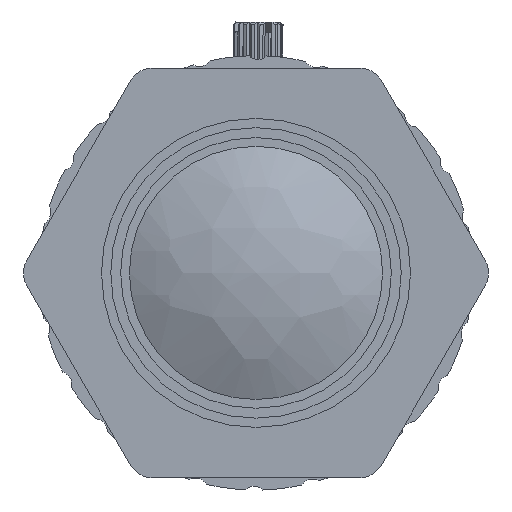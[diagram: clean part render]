
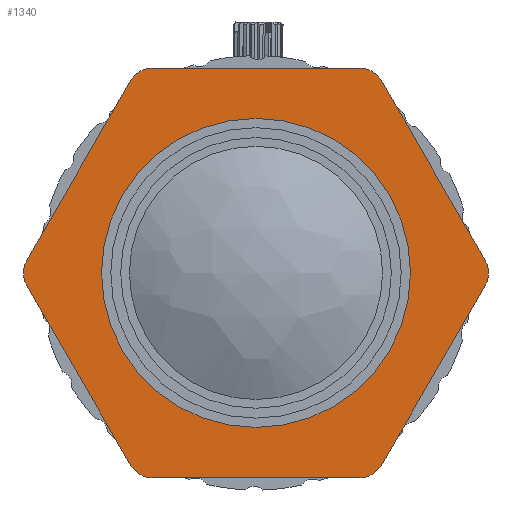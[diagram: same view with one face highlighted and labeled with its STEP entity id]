
A CAD part, left-side view. The second image highlights one B-rep face of the part: STEP entity #1340.
In plain terms, the highlighted planar face has unit normal (-1, 0, 0).
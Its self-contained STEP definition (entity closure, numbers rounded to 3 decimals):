
#17 = CARTESIAN_POINT ( 'NONE',  ( -50.825, 8.8, -16.5 ) ) ;
#105 = ORIENTED_EDGE ( 'NONE', *, *, #8332, .T. ) ;
#182 = CIRCLE ( 'NONE', #2001, 2. ) ;
#226 = ORIENTED_EDGE ( 'NONE', *, *, #12589, .T. ) ;
#379 = EDGE_CURVE ( 'NONE', #9861, #394, #10643, .T. ) ;
#394 = VERTEX_POINT ( 'NONE', #716 ) ;
#457 = DIRECTION ( 'NONE',  ( -1., 0., 0. ) ) ;
#458 = PLANE ( 'NONE',  #9547 ) ;
#543 = CARTESIAN_POINT ( 'NONE',  ( -50.825, -18.047, 1. ) ) ;
#685 = DIRECTION ( 'NONE',  ( 0., -0.5, 0.866 ) ) ;
#716 = CARTESIAN_POINT ( 'NONE',  ( -50.825, -7.944, -16.5 ) ) ;
#800 = VERTEX_POINT ( 'NONE', #6749 ) ;
#822 = CARTESIAN_POINT ( 'NONE',  ( -50.825, -16.315, 0. ) ) ;
#979 = VERTEX_POINT ( 'NONE', #543 ) ;
#1027 = EDGE_LOOP ( 'NONE', ( #10141 ) ) ;
#1105 = VECTOR ( 'NONE', #5267, 1000. ) ;
#1340 = ADVANCED_FACE ( 'NONE', ( #7005, #1591 ), #458, .T. ) ;
#1381 = LINE ( 'NONE', #10296, #8854 ) ;
#1494 = ORIENTED_EDGE ( 'NONE', *, *, #13942, .T. ) ;
#1591 = FACE_OUTER_BOUND ( 'NONE', #12819, .T. ) ;
#1747 = CARTESIAN_POINT ( 'NONE',  ( -50.825, -9.676, -15.5 ) ) ;
#1882 = ORIENTED_EDGE ( 'NONE', *, *, #9912, .T. ) ;
#1992 = EDGE_CURVE ( 'NONE', #394, #5849, #9410, .T. ) ;
#2001 = AXIS2_PLACEMENT_3D ( 'NONE', #822, #5162, #8584 ) ;
#2058 = CARTESIAN_POINT ( 'NONE',  ( -50.825, 10.532, 15.5 ) ) ;
#2618 = AXIS2_PLACEMENT_3D ( 'NONE', #8213, #457, #2869 ) ;
#2858 = CIRCLE ( 'NONE', #2618, 2. ) ;
#2869 = DIRECTION ( 'NONE',  ( 0., 0., 1. ) ) ;
#2919 = CIRCLE ( 'NONE', #10215, 2. ) ;
#2931 = DIRECTION ( 'NONE',  ( 0., 1., 0. ) ) ;
#3030 = EDGE_CURVE ( 'NONE', #979, #12584, #6396, .T. ) ;
#3067 = CARTESIAN_POINT ( 'NONE',  ( -50.825, 0.428, -16.5 ) ) ;
#3114 = CARTESIAN_POINT ( 'NONE',  ( -50.825, -7.944, -14.5 ) ) ;
#3173 = CARTESIAN_POINT ( 'NONE',  ( -50.825, 18.903, -1. ) ) ;
#3782 = DIRECTION ( 'NONE',  ( 0., -0.5, -0.866 ) ) ;
#3833 = CARTESIAN_POINT ( 'NONE',  ( -50.825, 8.8, 16.5 ) ) ;
#3841 = AXIS2_PLACEMENT_3D ( 'NONE', #7389, #4320, #10614 ) ;
#4036 = CARTESIAN_POINT ( 'NONE',  ( -50.825, -7.944, 16.5 ) ) ;
#4058 = AXIS2_PLACEMENT_3D ( 'NONE', #12914, #10836, #8678 ) ;
#4320 = DIRECTION ( 'NONE',  ( 1., 0., 0. ) ) ;
#4357 = VERTEX_POINT ( 'NONE', #3833 ) ;
#4514 = ORIENTED_EDGE ( 'NONE', *, *, #1992, .T. ) ;
#4595 = DIRECTION ( 'NONE',  ( -1., 0., 0. ) ) ;
#4630 = CARTESIAN_POINT ( 'NONE',  ( -50.825, 18.903, 1. ) ) ;
#4703 = CARTESIAN_POINT ( 'NONE',  ( -50.825, -9.676, -15.5 ) ) ;
#4711 = EDGE_CURVE ( 'NONE', #800, #11819, #12992, .T. ) ;
#4801 = DIRECTION ( 'NONE',  ( 0., 0., 1. ) ) ;
#4908 = EDGE_CURVE ( 'NONE', #7728, #9861, #2919, .T. ) ;
#4938 = ORIENTED_EDGE ( 'NONE', *, *, #3030, .T. ) ;
#4962 = VERTEX_POINT ( 'NONE', #11621 ) ;
#5162 = DIRECTION ( 'NONE',  ( -1., 0., 0. ) ) ;
#5224 = ORIENTED_EDGE ( 'NONE', *, *, #379, .T. ) ;
#5267 = DIRECTION ( 'NONE',  ( 0., 0.5, -0.866 ) ) ;
#5431 = CIRCLE ( 'NONE', #4058, 2. ) ;
#5553 = EDGE_CURVE ( 'NONE', #12429, #7728, #1381, .T. ) ;
#5849 = VERTEX_POINT ( 'NONE', #4703 ) ;
#6033 = DIRECTION ( 'NONE',  ( -1., 0., 0. ) ) ;
#6068 = LINE ( 'NONE', #12506, #9283 ) ;
#6151 = CARTESIAN_POINT ( 'NONE',  ( -50.825, -9.676, 15.5 ) ) ;
#6293 = EDGE_CURVE ( 'NONE', #11522, #979, #182, .T. ) ;
#6396 = LINE ( 'NONE', #7461, #14067 ) ;
#6749 = CARTESIAN_POINT ( 'NONE',  ( -50.825, 10.532, 15.5 ) ) ;
#6924 = DIRECTION ( 'NONE',  ( -1., 0., 0. ) ) ;
#6979 = ORIENTED_EDGE ( 'NONE', *, *, #4908, .T. ) ;
#7005 = FACE_BOUND ( 'NONE', #1027, .T. ) ;
#7389 = CARTESIAN_POINT ( 'NONE',  ( -50.825, 0.428, 0. ) ) ;
#7461 = CARTESIAN_POINT ( 'NONE',  ( -50.825, -18.047, 1. ) ) ;
#7728 = VERTEX_POINT ( 'NONE', #11004 ) ;
#8213 = CARTESIAN_POINT ( 'NONE',  ( -50.825, 8.8, 14.5 ) ) ;
#8235 = DIRECTION ( 'NONE',  ( 0., 0., 1. ) ) ;
#8332 = EDGE_CURVE ( 'NONE', #5849, #11522, #13684, .T. ) ;
#8584 = DIRECTION ( 'NONE',  ( 0., 0., 1. ) ) ;
#8678 = DIRECTION ( 'NONE',  ( 0., 0., 1. ) ) ;
#8854 = VECTOR ( 'NONE', #3782, 1000. ) ;
#8946 = CARTESIAN_POINT ( 'NONE',  ( -50.825, 0.428, -1675.285 ) ) ;
#9141 = DIRECTION ( 'NONE',  ( 0., 0., 1. ) ) ;
#9172 = AXIS2_PLACEMENT_3D ( 'NONE', #3114, #11902, #13905 ) ;
#9283 = VECTOR ( 'NONE', #2931, 1000. ) ;
#9393 = CIRCLE ( 'NONE', #10094, 2. ) ;
#9410 = CIRCLE ( 'NONE', #9172, 2. ) ;
#9433 = ORIENTED_EDGE ( 'NONE', *, *, #5553, .T. ) ;
#9547 = AXIS2_PLACEMENT_3D ( 'NONE', #8946, #4595, #4801 ) ;
#9861 = VERTEX_POINT ( 'NONE', #17 ) ;
#9867 = CARTESIAN_POINT ( 'NONE',  ( -50.825, -18.047, -1. ) ) ;
#9912 = EDGE_CURVE ( 'NONE', #12584, #11015, #9393, .T. ) ;
#10094 = AXIS2_PLACEMENT_3D ( 'NONE', #13772, #6924, #9141 ) ;
#10141 = ORIENTED_EDGE ( 'NONE', *, *, #10414, .T. ) ;
#10215 = AXIS2_PLACEMENT_3D ( 'NONE', #10262, #6033, #8235 ) ;
#10262 = CARTESIAN_POINT ( 'NONE',  ( -50.825, 8.8, -14.5 ) ) ;
#10296 = CARTESIAN_POINT ( 'NONE',  ( -50.825, 18.903, -1. ) ) ;
#10414 = EDGE_CURVE ( 'NONE', #4962, #4962, #13889, .T. ) ;
#10494 = DIRECTION ( 'NONE',  ( 0., -1., 0. ) ) ;
#10614 = DIRECTION ( 'NONE',  ( 0., 0., 1. ) ) ;
#10643 = LINE ( 'NONE', #3067, #10750 ) ;
#10750 = VECTOR ( 'NONE', #10494, 1000. ) ;
#10836 = DIRECTION ( 'NONE',  ( -1., 0., 0. ) ) ;
#11004 = CARTESIAN_POINT ( 'NONE',  ( -50.825, 10.532, -15.5 ) ) ;
#11015 = VERTEX_POINT ( 'NONE', #4036 ) ;
#11522 = VERTEX_POINT ( 'NONE', #9867 ) ;
#11621 = CARTESIAN_POINT ( 'NONE',  ( -50.825, 0.428, 12.45 ) ) ;
#11819 = VERTEX_POINT ( 'NONE', #4630 ) ;
#11902 = DIRECTION ( 'NONE',  ( -1., 0., 0. ) ) ;
#11989 = EDGE_CURVE ( 'NONE', #11819, #12429, #5431, .T. ) ;
#12102 = ORIENTED_EDGE ( 'NONE', *, *, #4711, .T. ) ;
#12429 = VERTEX_POINT ( 'NONE', #3173 ) ;
#12494 = ORIENTED_EDGE ( 'NONE', *, *, #6293, .T. ) ;
#12506 = CARTESIAN_POINT ( 'NONE',  ( -50.825, 0.428, 16.5 ) ) ;
#12584 = VERTEX_POINT ( 'NONE', #6151 ) ;
#12589 = EDGE_CURVE ( 'NONE', #4357, #800, #2858, .T. ) ;
#12744 = ORIENTED_EDGE ( 'NONE', *, *, #11989, .T. ) ;
#12819 = EDGE_LOOP ( 'NONE', ( #12102, #12744, #9433, #6979, #5224, #4514, #105, #12494, #4938, #1882, #1494, #226 ) ) ;
#12914 = CARTESIAN_POINT ( 'NONE',  ( -50.825, 17.171, 0. ) ) ;
#12992 = LINE ( 'NONE', #2058, #1105 ) ;
#13684 = LINE ( 'NONE', #1747, #13751 ) ;
#13751 = VECTOR ( 'NONE', #685, 1000. ) ;
#13772 = CARTESIAN_POINT ( 'NONE',  ( -50.825, -7.944, 14.5 ) ) ;
#13889 = CIRCLE ( 'NONE', #3841, 12.45 ) ;
#13905 = DIRECTION ( 'NONE',  ( 0., 0., 1. ) ) ;
#13906 = DIRECTION ( 'NONE',  ( 0., 0.5, 0.866 ) ) ;
#13942 = EDGE_CURVE ( 'NONE', #11015, #4357, #6068, .T. ) ;
#14067 = VECTOR ( 'NONE', #13906, 1000. ) ;
